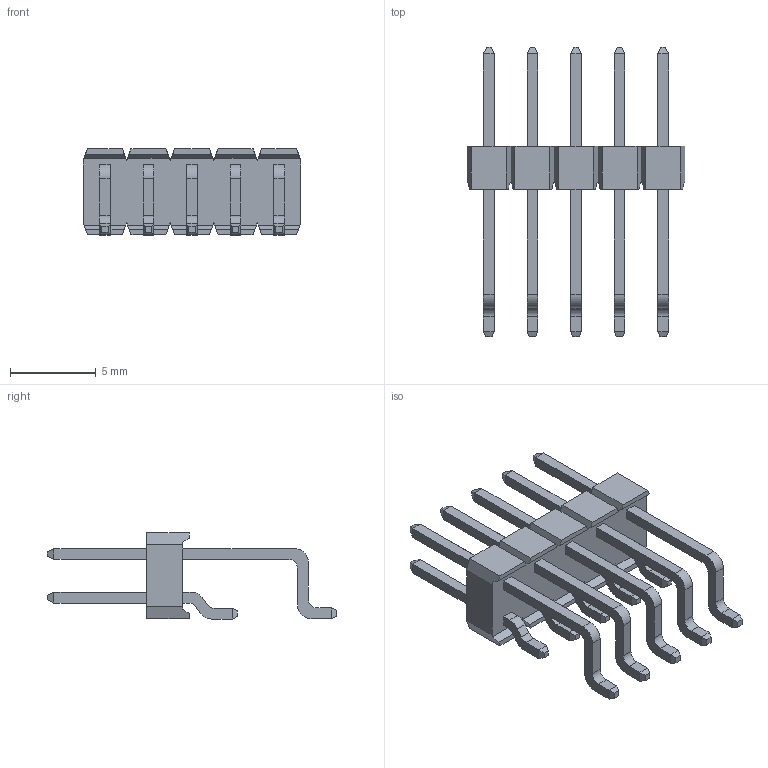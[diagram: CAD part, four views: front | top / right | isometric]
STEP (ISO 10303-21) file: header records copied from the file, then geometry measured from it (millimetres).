
FILE_DESCRIPTION(/* description */ (''),/* implementation_level */ '2;1');
FILE_NAME(/* name */ '3M_961-210-5500-AR-PR.stp',/* time_stamp */ '2016-12-19T11:06:53+01:00',/* author */ ('jchouvet'),/* organization */ (''),/* preprocessor_version */ 'ST-DEVELOPER v16.1',/* originating_system */ 'AutoCAD Mechanical',/* authorisation */ '');
FILE_SCHEMA (('AUTOMOTIVE_DESIGN { 1 0 10303 214 3 1 1 }'));
Length unit declared in the file: millimetre
Products named in the file (1): Product
Bounding box: 12.7 x 16.9 x 5.02 mm (x, y, z)
Volume: 204.4 mm3; surface area: 698.3 mm2
Topology: 29 solids, 29 shells, 414 faces, 956 edges, 600 vertices
Faces by surface type: plane 374, cylinder 40
Entity records: 11422 total; most frequent: CARTESIAN_POINT 1971, ORIENTED_EDGE 1912, DIRECTION 1866, EDGE_CURVE 956, LINE 876, VECTOR 876, VERTEX_POINT 600, AXIS2_PLACEMENT_3D 495
